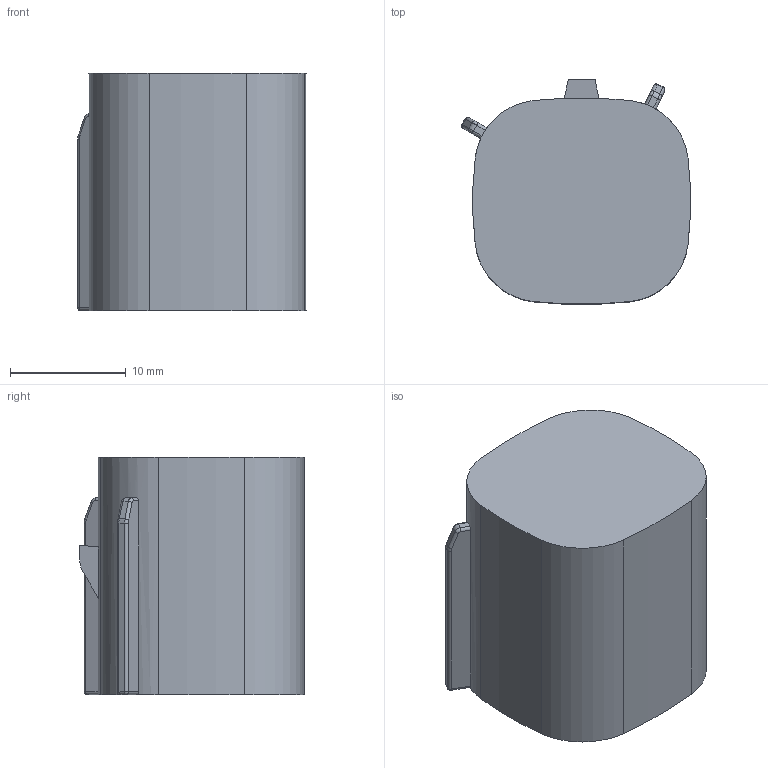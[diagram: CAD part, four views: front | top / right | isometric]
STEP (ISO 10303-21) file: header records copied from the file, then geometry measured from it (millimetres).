
FILE_DESCRIPTION(/* description */ (''),/* implementation_level */ '2;1');
FILE_NAME(/* name */ 'cm-150-s-006-2-b02cm000_07.stp',/* time_stamp */ '2018-06-13T09:05:29-04:00',/* author */ (''),/* organization */ (''),/* preprocessor_version */ 'ST-DEVELOPER v16',/* originating_system */ 'SIEMENS PLM Software NX 11.0',/* authorisation */ '');
FILE_SCHEMA (('AUTOMOTIVE_DESIGN { 1 0 10303 214 3 1 1 1 }'));
Length unit declared in the file: millimetre
Products named in the file (1): cm-150-s-006-2-b02cm000_07
Bounding box: 19.76 x 19.39 x 20.5 mm (x, y, z)
Volume: 2137.5 mm3; surface area: 3172.4 mm2
Topology: 1 solids, 1 shells, 154 faces, 397 edges, 248 vertices
Faces by surface type: cylinder 63, plane 61, torus 16, cone 8, sphere 6
Entity records: 4980 total; most frequent: CARTESIAN_POINT 1107, DIRECTION 861, ORIENTED_EDGE 782, EDGE_CURVE 391, AXIS2_PLACEMENT_3D 323, VERTEX_POINT 248, LINE 215, VECTOR 215
